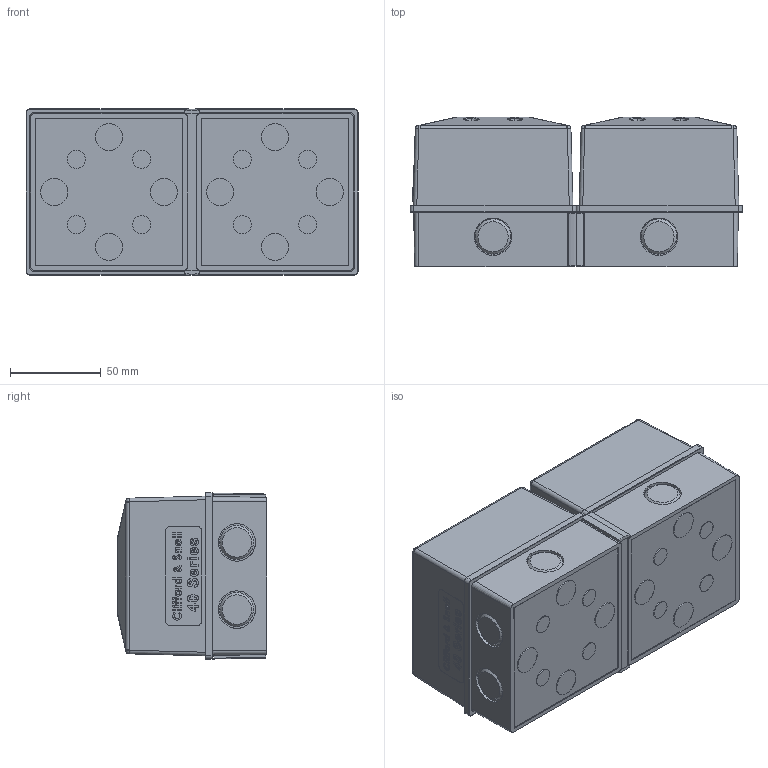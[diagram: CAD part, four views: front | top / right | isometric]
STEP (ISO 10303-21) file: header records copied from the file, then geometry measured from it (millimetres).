
FILE_DESCRIPTION (( 'STEP AP214' ), '1' );
FILE_NAME ('40 Series Dual.STEP', '2021-05-18T16:25:15', ( '' ), ( '' ), 'SwSTEP 2.0', 'SolidWorks 2021', '' );
FILE_SCHEMA (( 'AUTOMOTIVE_DESIGN' ));
Length unit declared in the file: millimetre
Products named in the file (1): 40 Series Dual
Bounding box: 182.9 x 82.45 x 91.5 mm (x, y, z)
Volume: 1229117.6 mm3; surface area: 135771.7 mm2
Topology: 30 solids, 30 shells, 832 faces, 2000 edges, 1290 vertices
Faces by surface type: plane 385, bspline 192, cylinder 165, cone 66, sphere 16, torus 8
Entity records: 42089 total; most frequent: CARTESIAN_POINT 14687, ORIENTED_EDGE 3984, DIRECTION 3132, EDGE_CURVE 1992, VERTEX_POINT 1290, VECTOR 1134, LINE 1134, AXIS2_PLACEMENT_3D 999
